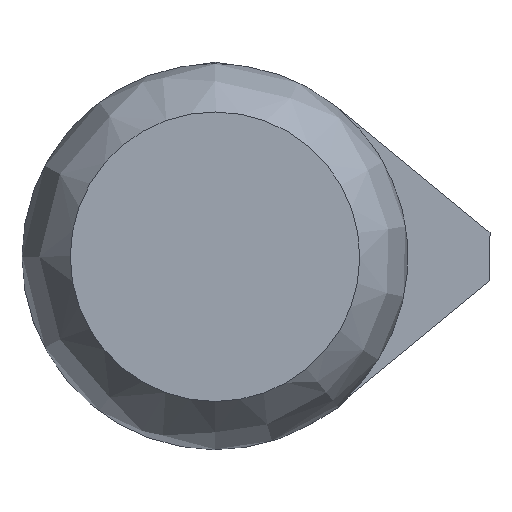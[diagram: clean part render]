
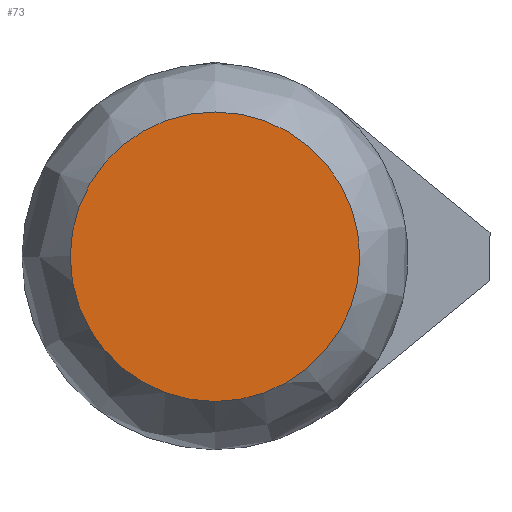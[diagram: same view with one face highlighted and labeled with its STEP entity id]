
A CAD part, front view. The second image highlights one B-rep face of the part: STEP entity #73.
In plain terms, the highlighted planar face has unit normal (0, -1, 0).
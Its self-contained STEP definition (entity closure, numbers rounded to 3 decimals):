
#73 = ADVANCED_FACE( '', ( #152 ), #153, .F. );
#152 = FACE_OUTER_BOUND( '', #266, .T. );
#153 = PLANE( '', #267 );
#266 = EDGE_LOOP( '', ( #426 ) );
#267 = AXIS2_PLACEMENT_3D( '', #427, #428, #429 );
#426 = ORIENTED_EDGE( '', *, *, #515, .T. );
#427 = CARTESIAN_POINT( '', ( 3., -24.25, 0. ) );
#428 = DIRECTION( '', ( 0., 1., 0. ) );
#429 = DIRECTION( '', ( 0., 0., 1. ) );
#515 = EDGE_CURVE( '', #591, #591, #592, .T. );
#591 = VERTEX_POINT( '', #689 );
#592 = CIRCLE( '', #690, 3. );
#689 = CARTESIAN_POINT( '', ( 0., -24.25, -3. ) );
#690 = AXIS2_PLACEMENT_3D( '', #748, #749, #750 );
#748 = CARTESIAN_POINT( '', ( 0., -24.25, 0. ) );
#749 = DIRECTION( '', ( 0., -1., 0. ) );
#750 = DIRECTION( '', ( 0., 0., -1. ) );
